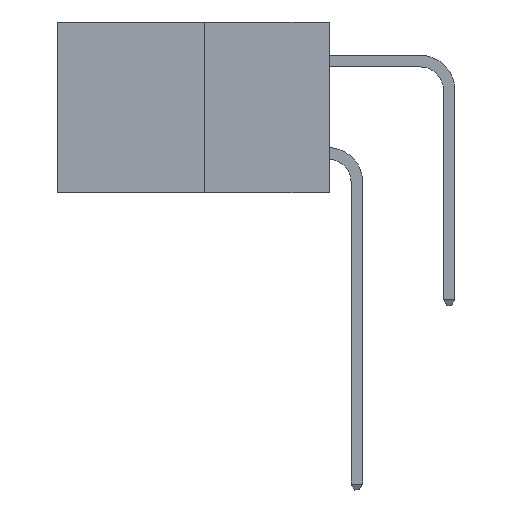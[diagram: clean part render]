
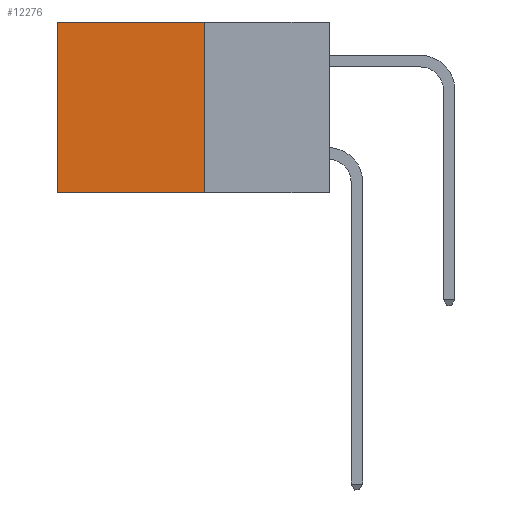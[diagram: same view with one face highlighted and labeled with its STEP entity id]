
A CAD part, left-side view. The second image highlights one B-rep face of the part: STEP entity #12276.
In plain terms, the highlighted planar face has unit normal (-1, 0, 0).
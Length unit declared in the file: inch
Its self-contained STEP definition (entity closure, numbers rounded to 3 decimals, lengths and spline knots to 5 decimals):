
#598 = DIRECTION ( 'NONE',  ( 0., 0., -1. ) ) ;
#1400 = FACE_OUTER_BOUND ( 'NONE', #10479, .T. ) ;
#1502 = DIRECTION ( 'NONE',  ( 0., 1., 0. ) ) ;
#1990 = PLANE ( 'NONE',  #15786 ) ;
#2269 = VERTEX_POINT ( 'NONE', #16454 ) ;
#3038 = CARTESIAN_POINT ( 'NONE',  ( 0.277, 0.27, 0. ) ) ;
#3702 = ORIENTED_EDGE ( 'NONE', *, *, #17018, .F. ) ;
#3951 = VERTEX_POINT ( 'NONE', #22181 ) ;
#4175 = VERTEX_POINT ( 'NONE', #14321 ) ;
#5063 = VECTOR ( 'NONE', #598, 39.37008 ) ;
#5191 = CARTESIAN_POINT ( 'NONE',  ( 0.277, 0.27, 0. ) ) ;
#8178 = CARTESIAN_POINT ( 'NONE',  ( 0.277, 0.27, -0.37 ) ) ;
#8797 = VECTOR ( 'NONE', #20380, 39.37008 ) ;
#9699 = CARTESIAN_POINT ( 'NONE',  ( 0.277, 0.27, -0.37 ) ) ;
#10072 = VECTOR ( 'NONE', #1502, 39.37008 ) ;
#10425 = CARTESIAN_POINT ( 'NONE',  ( 0.277, 0.59, -0.37 ) ) ;
#10479 = EDGE_LOOP ( 'NONE', ( #14804, #20054, #3702, #20997 ) ) ;
#11338 = LINE ( 'NONE', #8178, #5063 ) ;
#11617 = DIRECTION ( 'NONE',  ( 0., 0., -1. ) ) ;
#12276 = ADVANCED_FACE ( 'NONE', ( #1400 ), #1990, .F. ) ;
#13134 = VECTOR ( 'NONE', #21907, 39.37008 ) ;
#14188 = EDGE_CURVE ( 'NONE', #23969, #2269, #23360, .T. ) ;
#14321 = CARTESIAN_POINT ( 'NONE',  ( 0.277, 0.59, -0.37 ) ) ;
#14804 = ORIENTED_EDGE ( 'NONE', *, *, #18762, .T. ) ;
#15786 = AXIS2_PLACEMENT_3D ( 'NONE', #9699, #22975, #11617 ) ;
#16454 = CARTESIAN_POINT ( 'NONE',  ( 0.277, 0.59, 0. ) ) ;
#16661 = CARTESIAN_POINT ( 'NONE',  ( 0.277, 0.27, -0.37 ) ) ;
#17018 = EDGE_CURVE ( 'NONE', #23969, #3951, #11338, .T. ) ;
#18762 = EDGE_CURVE ( 'NONE', #2269, #4175, #18776, .T. ) ;
#18776 = LINE ( 'NONE', #10425, #13134 ) ;
#20054 = ORIENTED_EDGE ( 'NONE', *, *, #20310, .F. ) ;
#20310 = EDGE_CURVE ( 'NONE', #3951, #4175, #21409, .T. ) ;
#20380 = DIRECTION ( 'NONE',  ( 0., 1., 0. ) ) ;
#20997 = ORIENTED_EDGE ( 'NONE', *, *, #14188, .T. ) ;
#21409 = LINE ( 'NONE', #16661, #10072 ) ;
#21907 = DIRECTION ( 'NONE',  ( 0., 0., -1. ) ) ;
#22181 = CARTESIAN_POINT ( 'NONE',  ( 0.277, 0.27, -0.37 ) ) ;
#22975 = DIRECTION ( 'NONE',  ( 1., 0., 0. ) ) ;
#23360 = LINE ( 'NONE', #5191, #8797 ) ;
#23969 = VERTEX_POINT ( 'NONE', #3038 ) ;
